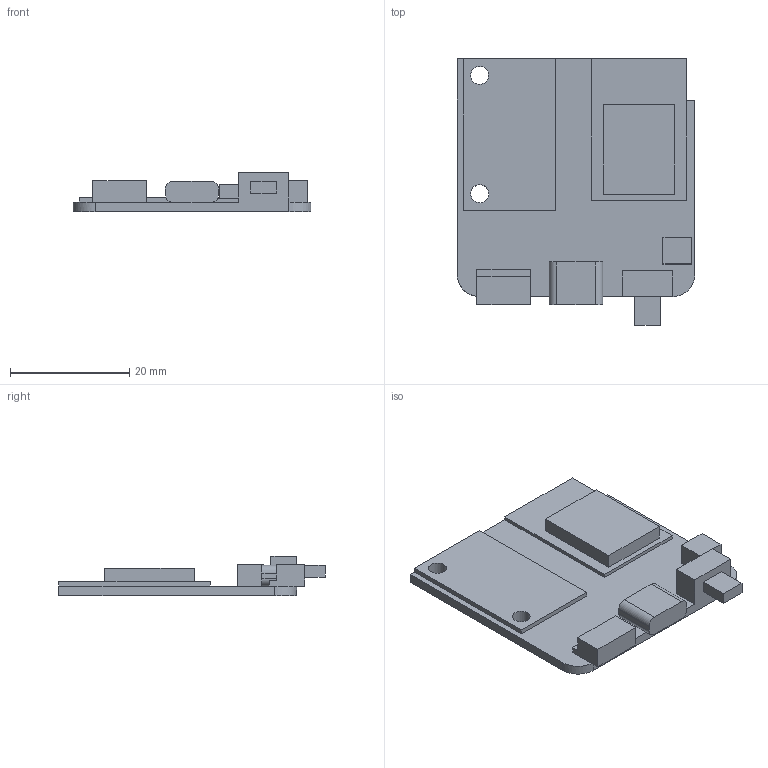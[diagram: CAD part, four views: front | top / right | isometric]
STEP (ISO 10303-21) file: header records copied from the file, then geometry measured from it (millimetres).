
FILE_DESCRIPTION(/* description */ (''),/* implementation_level */ '2;1');
FILE_NAME(/* name */ 'PCB.step',/* time_stamp */ '2023-02-10T15:57:28+01:00',/* author */ (''),/* organization */ (''),/* preprocessor_version */ 'ST-DEVELOPER v19.2',/* originating_system */ 'Autodesk Translation Framework v11.17.0.187',/* authorisation */ '');
FILE_SCHEMA (('AUTOMOTIVE_DESIGN { 1 0 10303 214 3 1 1 }'));
Length unit declared in the file: millimetre
Products named in the file (1): PCB
Bounding box: 39.88 x 44.68 x 6.6 mm (x, y, z)
Volume: 3968.6 mm3; surface area: 4193.5 mm2
Topology: 1 solids, 1 shells, 59 faces, 154 edges, 99 vertices
Faces by surface type: plane 51, cylinder 8
Full cylindrical faces by diameter (mm): 3 x2
Entity records: 1820 total; most frequent: CARTESIAN_POINT 313, ORIENTED_EDGE 308, DIRECTION 291, EDGE_CURVE 154, LINE 137, VECTOR 137, VERTEX_POINT 99, AXIS2_PLACEMENT_3D 77
